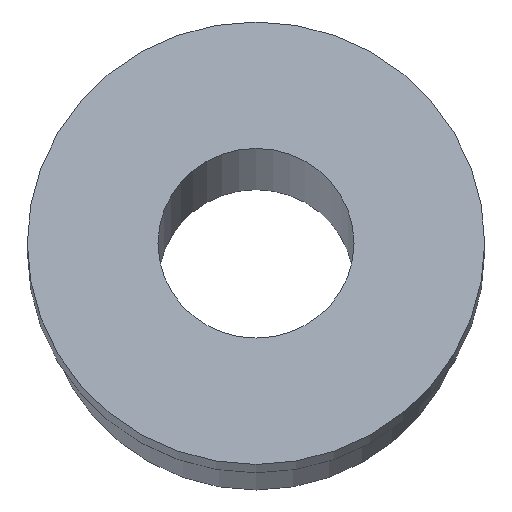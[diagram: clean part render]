
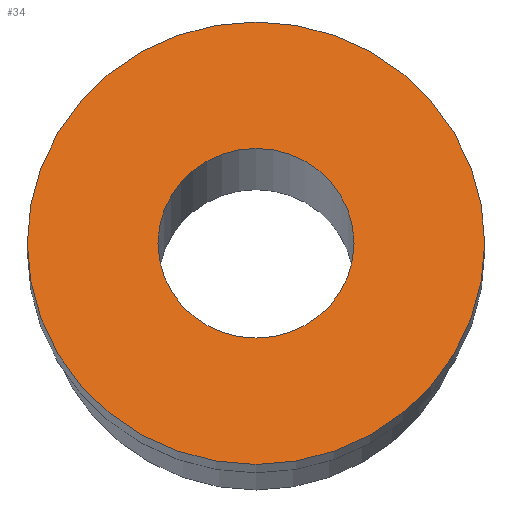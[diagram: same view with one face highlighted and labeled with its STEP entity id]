
A CAD part, top view. The second image highlights one B-rep face of the part: STEP entity #34.
In plain terms, the highlighted planar face has unit normal (0, 0.251, 0.968).
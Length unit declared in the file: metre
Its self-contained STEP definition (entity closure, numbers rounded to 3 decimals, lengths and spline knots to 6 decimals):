
#34 = ADVANCED_FACE( '', ( #67, #68 ), #69, .T. );
#67 = FACE_OUTER_BOUND( '', #98, .T. );
#68 = FACE_BOUND( '', #99, .T. );
#69 = PLANE( '', #100 );
#98 = EDGE_LOOP( '', ( #127 ) );
#99 = EDGE_LOOP( '', ( #128 ) );
#100 = AXIS2_PLACEMENT_3D( '', #129, #130, #131 );
#127 = ORIENTED_EDGE( '', *, *, #157, .T. );
#128 = ORIENTED_EDGE( '', *, *, #155, .F. );
#129 = CARTESIAN_POINT( '', ( 0., 2.803732, 1.19406 ) );
#130 = DIRECTION( '', ( 0., 0.251, 0.968 ) );
#131 = DIRECTION( '', ( 1., 0., 0. ) );
#155 = EDGE_CURVE( '', #170, #170, #171, .T. );
#157 = EDGE_CURVE( '', #173, #173, #174, .T. );
#170 = VERTEX_POINT( '', #188 );
#171 = CIRCLE( '', #189, 0.01905 );
#173 = VERTEX_POINT( '', #191 );
#174 = CIRCLE( '', #192, 0.04445 );
#188 = CARTESIAN_POINT( '', ( 0., 2.785293, 1.198846 ) );
#189 = AXIS2_PLACEMENT_3D( '', #207, #208, #209 );
#191 = CARTESIAN_POINT( '', ( 0., 2.760707, 1.205228 ) );
#192 = AXIS2_PLACEMENT_3D( '', #210, #211, #212 );
#207 = CARTESIAN_POINT( '', ( 0., 2.803732, 1.19406 ) );
#208 = DIRECTION( '', ( 0., 0.251, 0.968 ) );
#209 = DIRECTION( '', ( 0., -0.968, 0.251 ) );
#210 = CARTESIAN_POINT( '', ( 0., 2.803732, 1.19406 ) );
#211 = DIRECTION( '', ( 0., 0.251, 0.968 ) );
#212 = DIRECTION( '', ( 0., -0.968, 0.251 ) );
